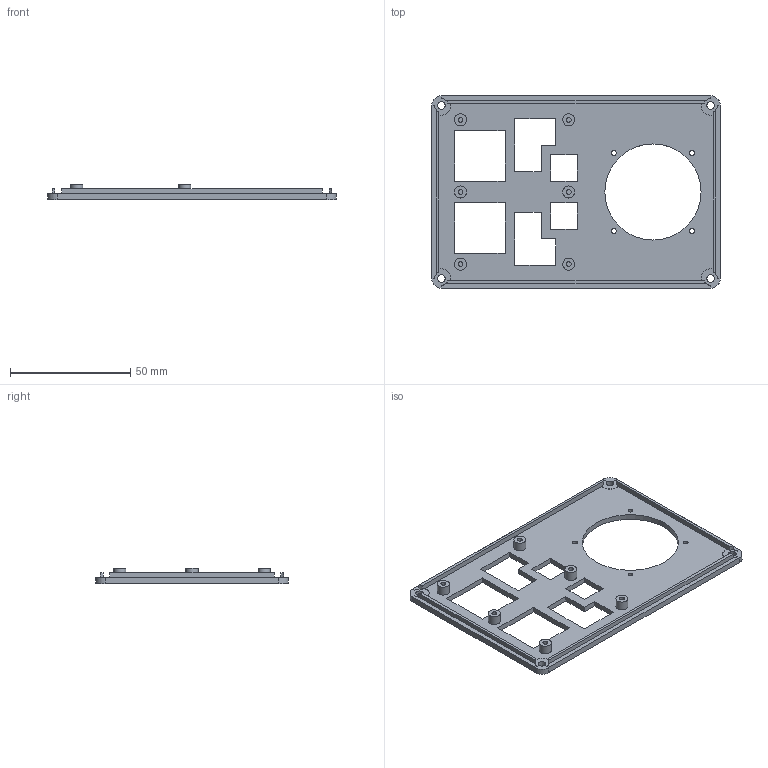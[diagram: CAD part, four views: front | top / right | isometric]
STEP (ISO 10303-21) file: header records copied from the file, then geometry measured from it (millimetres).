
FILE_DESCRIPTION(('FreeCAD Model'),'2;1');
FILE_NAME('Open CASCADE Shape Model','2023-02-14T10:22:46',('Author'),( ''),'Open CASCADE STEP processor 7.6','FreeCAD','Unknown');
FILE_SCHEMA(('AUTOMOTIVE_DESIGN { 1 0 10303 214 1 1 1 1 }'));
Length unit declared in the file: millimetre
Products named in the file (1): difference011
Bounding box: 120 x 80 x 6.25 mm (x, y, z)
Volume: 16526.3 mm3; surface area: 17491.4 mm2
Topology: 1 solids, 1 shells, 147 faces, 373 edges, 240 vertices
Faces by surface type: plane 106, cylinder 41
Full cylindrical faces by diameter (mm): 2 x10, 3.2 x4, 5 x6, 40 x1
Entity records: 9264 total; most frequent: CARTESIAN_POINT 2133, DIRECTION 1209, ORIENTED_EDGE 746, PCURVE 746, DEFINITIONAL_REPRESENTATION 746, LINE 589, VECTOR 589, EDGE_CURVE 373
